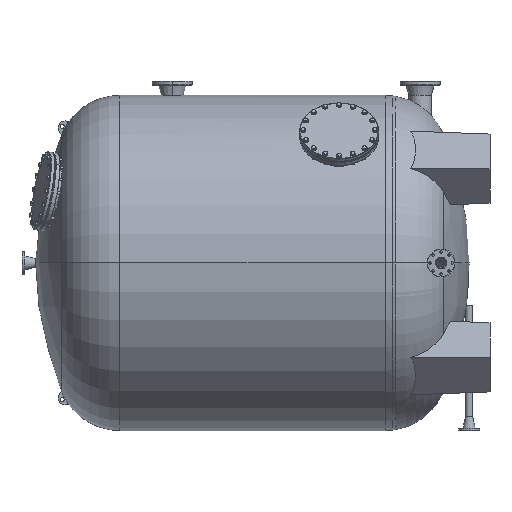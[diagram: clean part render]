
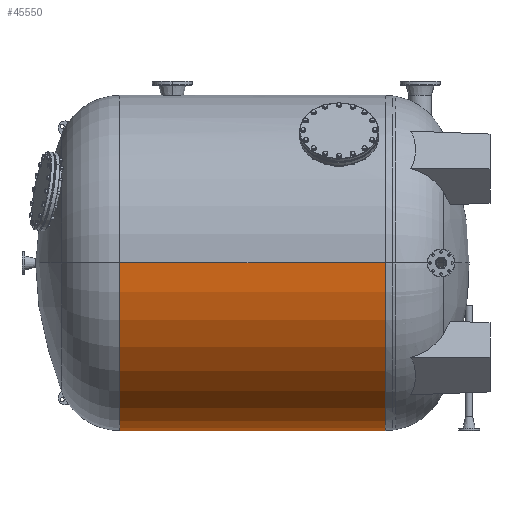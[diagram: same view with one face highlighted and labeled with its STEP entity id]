
A CAD part, left-side view. The second image highlights one B-rep face of the part: STEP entity #45550.
In plain terms, the highlighted cylindrical face has radius 1200 mm (diameter 2400 mm), a partial arc.
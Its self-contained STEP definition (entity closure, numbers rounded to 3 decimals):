
#123 = AXIS2_PLACEMENT_3D ( 'NONE', #12034, #40267, #21410 ) ;
#1612 = DIRECTION ( 'NONE',  ( 0., 1., 0. ) ) ;
#2264 = LINE ( 'NONE', #49762, #34140 ) ;
#2822 = AXIS2_PLACEMENT_3D ( 'NONE', #51617, #41502, #61425 ) ;
#8019 = CARTESIAN_POINT ( 'NONE',  ( -1296.222, -868.046, 29.066 ) ) ;
#12034 = CARTESIAN_POINT ( 'NONE',  ( -96.222, 1631.954, 29.066 ) ) ;
#15632 = CARTESIAN_POINT ( 'NONE',  ( 1103.778, 1031.954, 29.066 ) ) ;
#17792 = VERTEX_POINT ( 'NONE', #8019 ) ;
#18444 = VERTEX_POINT ( 'NONE', #28424 ) ;
#19046 = ORIENTED_EDGE ( 'NONE', *, *, #38544, .T. ) ;
#21410 = DIRECTION ( 'NONE',  ( -1., 0., 0. ) ) ;
#22653 = CARTESIAN_POINT ( 'NONE',  ( -96.222, -868.046, 29.066 ) ) ;
#28241 = ORIENTED_EDGE ( 'NONE', *, *, #43729, .F. ) ;
#28424 = CARTESIAN_POINT ( 'NONE',  ( 1103.778, -868.046, 29.066 ) ) ;
#29774 = VERTEX_POINT ( 'NONE', #30484 ) ;
#30484 = CARTESIAN_POINT ( 'NONE',  ( -1296.222, 1031.954, 29.066 ) ) ;
#31175 = CIRCLE ( 'NONE', #61461, 1200. ) ;
#31688 = DIRECTION ( 'NONE',  ( 0., 1., 0. ) ) ;
#33921 = CARTESIAN_POINT ( 'NONE',  ( -1296.222, 1631.954, 29.066 ) ) ;
#34140 = VECTOR ( 'NONE', #35233, 1000. ) ;
#34763 = VERTEX_POINT ( 'NONE', #15632 ) ;
#35233 = DIRECTION ( 'NONE',  ( 0., 1., 0. ) ) ;
#37206 = CYLINDRICAL_SURFACE ( 'NONE', #123, 1200. ) ;
#38544 = EDGE_CURVE ( 'NONE', #18444, #17792, #31175, .T. ) ;
#39594 = LINE ( 'NONE', #33921, #42669 ) ;
#40267 = DIRECTION ( 'NONE',  ( 0., 1., 0. ) ) ;
#41448 = EDGE_CURVE ( 'NONE', #17792, #29774, #39594, .T. ) ;
#41502 = DIRECTION ( 'NONE',  ( 0., 1., 0. ) ) ;
#41909 = CIRCLE ( 'NONE', #2822, 1200. ) ;
#42669 = VECTOR ( 'NONE', #1612, 1000. ) ;
#43729 = EDGE_CURVE ( 'NONE', #34763, #29774, #41909, .T. ) ;
#45550 = ADVANCED_FACE ( 'NONE', ( #51110 ), #37206, .T. ) ;
#45587 = EDGE_CURVE ( 'NONE', #18444, #34763, #2264, .T. ) ;
#46572 = ORIENTED_EDGE ( 'NONE', *, *, #45587, .F. ) ;
#46855 = EDGE_LOOP ( 'NONE', ( #46572, #19046, #53313, #28241 ) ) ;
#49762 = CARTESIAN_POINT ( 'NONE',  ( 1103.778, 1631.954, 29.066 ) ) ;
#50993 = DIRECTION ( 'NONE',  ( -1., 0., 0. ) ) ;
#51110 = FACE_OUTER_BOUND ( 'NONE', #46855, .T. ) ;
#51617 = CARTESIAN_POINT ( 'NONE',  ( -96.222, 1031.954, 29.066 ) ) ;
#53313 = ORIENTED_EDGE ( 'NONE', *, *, #41448, .T. ) ;
#61425 = DIRECTION ( 'NONE',  ( -1., 0., 0. ) ) ;
#61461 = AXIS2_PLACEMENT_3D ( 'NONE', #22653, #31688, #50993 ) ;
